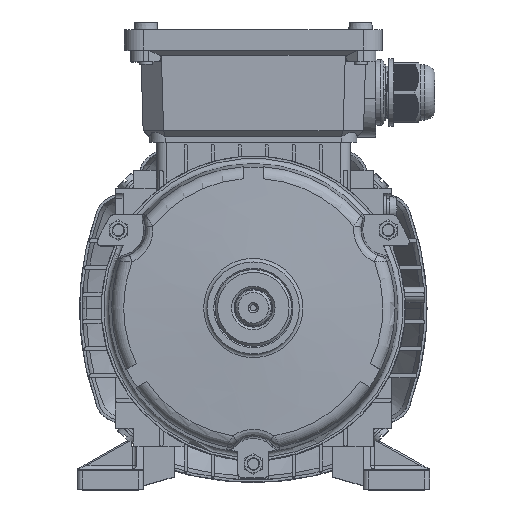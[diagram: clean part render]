
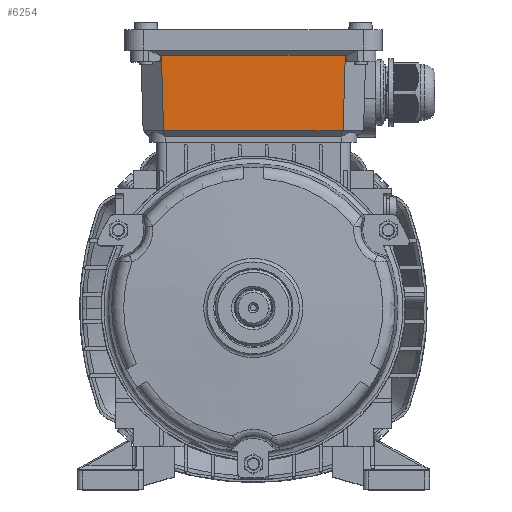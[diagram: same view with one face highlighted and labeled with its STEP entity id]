
A CAD part, top view. The second image highlights one B-rep face of the part: STEP entity #6254.
In plain terms, the highlighted planar face has unit normal (0, -0.029, 1).
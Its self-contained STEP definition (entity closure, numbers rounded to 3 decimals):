
#2009=PLANE('',#70171);
#6254=ADVANCED_FACE('',(#10911),#2009,.T.);
#10911=FACE_OUTER_BOUND('',#14546,.T.);
#14546=EDGE_LOOP('',(#39613,#39614,#39615,#39616));
#21222=LINE('',#108846,#26370);
#21231=LINE('',#108866,#26379);
#21233=LINE('',#108869,#26381);
#21234=LINE('',#108871,#26382);
#26370=VECTOR('',#83299,1.);
#26379=VECTOR('',#83316,1.);
#26381=VECTOR('',#83320,1.);
#26382=VECTOR('',#83321,1.);
#39613=ORIENTED_EDGE('',*,*,#59792,.F.);
#39614=ORIENTED_EDGE('',*,*,#59794,.T.);
#39615=ORIENTED_EDGE('',*,*,#59795,.T.);
#39616=ORIENTED_EDGE('',*,*,#59782,.T.);
#51464=VERTEX_POINT('',#108847);
#51465=VERTEX_POINT('',#108848);
#51470=VERTEX_POINT('',#108865);
#51471=VERTEX_POINT('',#108870);
#59782=EDGE_CURVE('',#51464,#51465,#21222,.T.);
#59792=EDGE_CURVE('',#51470,#51465,#21231,.T.);
#59794=EDGE_CURVE('',#51470,#51471,#21233,.T.);
#59795=EDGE_CURVE('',#51471,#51464,#21234,.T.);
#70171=AXIS2_PLACEMENT_3D('',#108872,#83322,#83323);
#83299=DIRECTION('',(0.029,0.999,0.029));
#83316=DIRECTION('',(1.,0.,0.));
#83320=DIRECTION('',(0.029,-0.999,-0.029));
#83321=DIRECTION('',(1.,0.,0.));
#83322=DIRECTION('',(0.,-0.029,1.));
#83323=DIRECTION('',(-1.,0.,0.));
#108846=CARTESIAN_POINT('',(-156.429,99.344,53.469));
#108847=CARTESIAN_POINT('',(-157.266,70.901,52.632));
#108848=CARTESIAN_POINT('',(-156.398,100.401,53.5));
#108865=CARTESIAN_POINT('',(-228.391,100.401,53.5));
#108866=CARTESIAN_POINT('',(-192.395,100.401,53.5));
#108869=CARTESIAN_POINT('',(-228.36,99.344,53.469));
#108870=CARTESIAN_POINT('',(-227.524,70.901,52.632));
#108871=CARTESIAN_POINT('',(-192.395,70.901,52.632));
#108872=CARTESIAN_POINT('',(-192.395,100.401,53.5));
